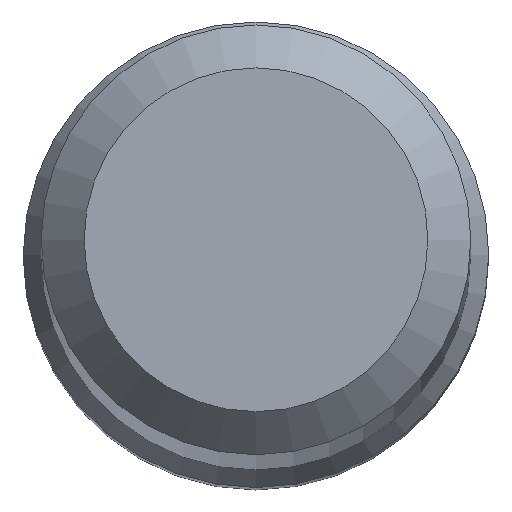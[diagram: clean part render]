
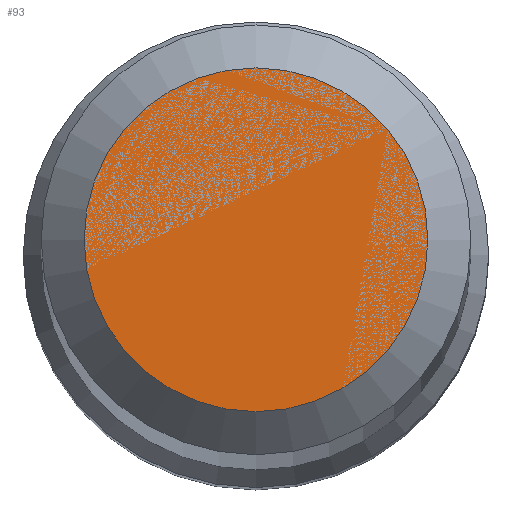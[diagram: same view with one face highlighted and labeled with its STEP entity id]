
A CAD part, top view. The second image highlights one B-rep face of the part: STEP entity #93.
In plain terms, the highlighted planar face has unit normal (0, 0, 1).
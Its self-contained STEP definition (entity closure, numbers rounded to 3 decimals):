
#1 = CIRCLE ( 'NONE', #139, 1.2 ) ;
#41 = CARTESIAN_POINT ( 'NONE',  ( 0., 1.2, 70. ) ) ;
#50 = CARTESIAN_POINT ( 'NONE',  ( 0., 0., 70. ) ) ;
#57 = AXIS2_PLACEMENT_3D ( 'NONE', #50, #246, #149 ) ;
#93 = ADVANCED_FACE ( 'NONE', ( #118 ), #129, .F. ) ;
#108 = ORIENTED_EDGE ( 'NONE', *, *, #168, .F. ) ;
#118 = FACE_OUTER_BOUND ( 'NONE', #160, .T. ) ;
#129 = PLANE ( 'NONE',  #57 ) ;
#139 = AXIS2_PLACEMENT_3D ( 'NONE', #186, #281, #152 ) ;
#144 = VERTEX_POINT ( 'NONE', #41 ) ;
#149 = DIRECTION ( 'NONE',  ( 0., 1., 0. ) ) ;
#152 = DIRECTION ( 'NONE',  ( 0., 1., 0. ) ) ;
#160 = EDGE_LOOP ( 'NONE', ( #108 ) ) ;
#168 = EDGE_CURVE ( 'NONE', #144, #144, #1, .T. ) ;
#186 = CARTESIAN_POINT ( 'NONE',  ( 0., 0., 70. ) ) ;
#246 = DIRECTION ( 'NONE',  ( 0., 0., -1. ) ) ;
#281 = DIRECTION ( 'NONE',  ( 0., 0., -1. ) ) ;
